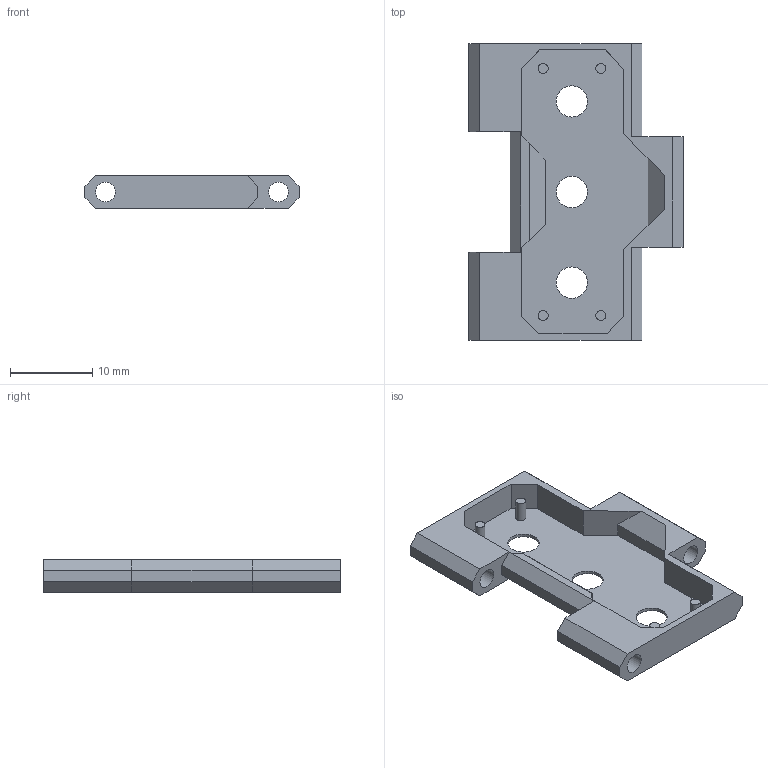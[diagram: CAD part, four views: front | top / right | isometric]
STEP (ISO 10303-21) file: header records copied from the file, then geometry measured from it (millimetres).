
FILE_DESCRIPTION(('FreeCAD Model'),'2;1');
FILE_NAME('articulated_support_barette.step','2020-06-28T13:17:28',('Author'),(''), 'Open CASCADE STEP processor 7.3','FreeCAD','Unknown');
FILE_SCHEMA(('AUTOMOTIVE_DESIGN { 1 0 10303 214 1 1 1 1 }'));
Length unit declared in the file: millimetre
Products named in the file (1): Chamfer004
Bounding box: 26 x 36 x 4 mm (x, y, z)
Volume: 1179.4 mm3; surface area: 2456.5 mm2
Topology: 1 solids, 1 shells, 59 faces, 166 edges, 114 vertices
Faces by surface type: plane 49, cylinder 10
Full cylindrical faces by diameter (mm): 1.2 x4, 2.4 x3, 3.8 x3
Entity records: 1945 total; most frequent: CARTESIAN_POINT 340, ORIENTED_EDGE 332, DIRECTION 306, EDGE_CURVE 166, LINE 146, VECTOR 146, VERTEX_POINT 114, AXIS2_PLACEMENT_3D 80
